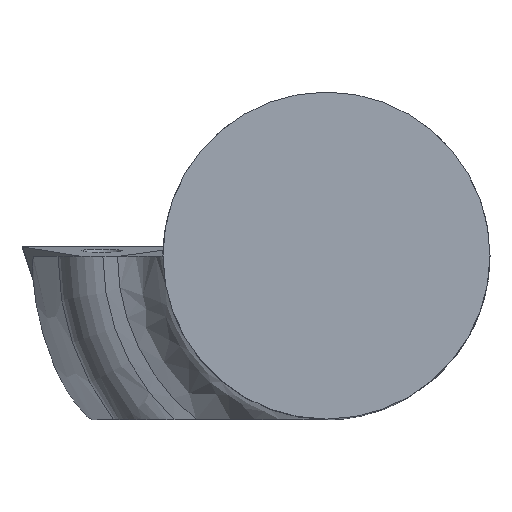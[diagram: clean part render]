
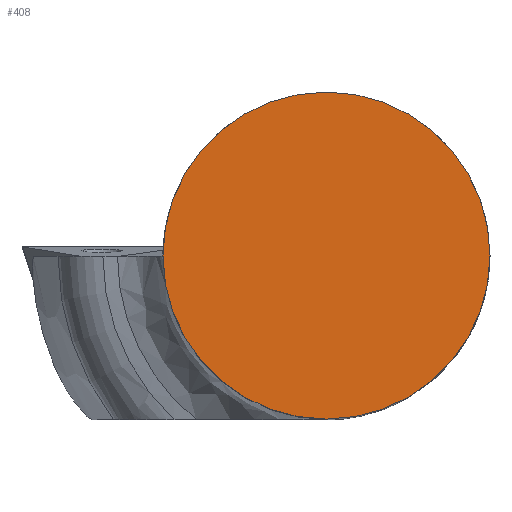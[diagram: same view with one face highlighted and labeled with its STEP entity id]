
A CAD part, top view. The second image highlights one B-rep face of the part: STEP entity #408.
In plain terms, the highlighted planar face has unit normal (0, 0, 1).
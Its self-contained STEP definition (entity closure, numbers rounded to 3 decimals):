
#181=EDGE_CURVE('240[2]',#531,#531,#532,.T.);
#408=ADVANCED_FACE('240[2]',(#857),#858,.T.);
#531=VERTEX_POINT('',#999);
#532=CIRCLE('',#1000,8.0);
#857=FACE_OUTER_BOUND('',#1796,.T.);
#858=PLANE('',#1797);
#999=CARTESIAN_POINT('',(-8.0,0.,0.0));
#1000=AXIS2_PLACEMENT_3D('',#2007,#2008,#2009);
#1796=EDGE_LOOP('',(#2365));
#1797=AXIS2_PLACEMENT_3D('',#2366,#2367,#2368);
#2007=CARTESIAN_POINT('',(0.,0.,0.0));
#2008=DIRECTION('',(0.,0.,-1.0));
#2009=DIRECTION('',(-1.0,0.,0.));
#2365=ORIENTED_EDGE('',*,*,#181,.F.);
#2366=CARTESIAN_POINT('',(0.,0.,0.0));
#2367=DIRECTION('',(0.,0.,1.0));
#2368=DIRECTION('',(-1.0,0.,0.0));
